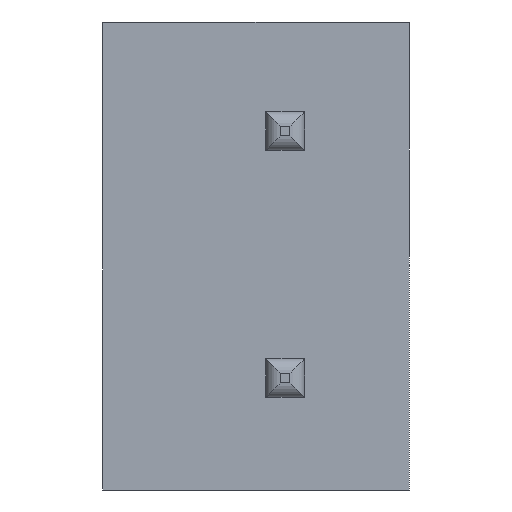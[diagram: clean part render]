
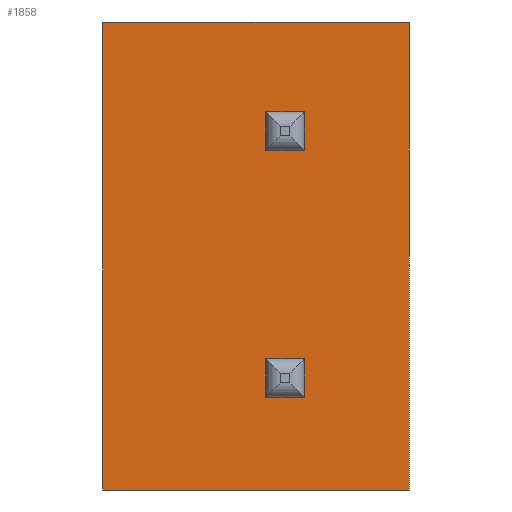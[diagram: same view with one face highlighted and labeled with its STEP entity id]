
A CAD part, front view. The second image highlights one B-rep face of the part: STEP entity #1858.
In plain terms, the highlighted planar face has unit normal (0, -1, 0).
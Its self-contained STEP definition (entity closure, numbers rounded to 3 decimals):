
#54=FACE_BOUND('',#310,.T.);
#55=FACE_BOUND('',#311,.T.);
#94=PLANE('',#2001);
#193=FACE_OUTER_BOUND('',#309,.T.);
#309=EDGE_LOOP('',(#1508,#1509,#1510,#1511));
#310=EDGE_LOOP('',(#1512,#1513,#1514,#1515));
#311=EDGE_LOOP('',(#1516,#1517,#1518,#1519));
#432=LINE('',#2689,#648);
#447=LINE('',#2719,#663);
#452=LINE('',#2729,#668);
#457=LINE('',#2738,#673);
#458=LINE('',#2740,#674);
#479=LINE('',#2783,#695);
#484=LINE('',#2793,#700);
#489=LINE('',#2802,#705);
#490=LINE('',#2804,#706);
#501=LINE('',#2828,#717);
#503=LINE('',#2832,#719);
#505=LINE('',#2835,#721);
#648=VECTOR('',#2160,10.);
#663=VECTOR('',#2183,10.);
#668=VECTOR('',#2192,10.);
#673=VECTOR('',#2201,10.);
#674=VECTOR('',#2204,10.);
#695=VECTOR('',#2237,10.);
#700=VECTOR('',#2246,10.);
#705=VECTOR('',#2255,10.);
#706=VECTOR('',#2258,10.);
#717=VECTOR('',#2289,10.);
#719=VECTOR('',#2293,10.);
#721=VECTOR('',#2297,10.);
#883=VERTEX_POINT('',#2686);
#884=VERTEX_POINT('',#2688);
#894=VERTEX_POINT('',#2716);
#895=VERTEX_POINT('',#2718);
#898=VERTEX_POINT('',#2728);
#900=VERTEX_POINT('',#2736);
#915=VERTEX_POINT('',#2780);
#916=VERTEX_POINT('',#2782);
#919=VERTEX_POINT('',#2792);
#921=VERTEX_POINT('',#2800);
#924=VERTEX_POINT('',#2827);
#925=VERTEX_POINT('',#2831);
#1064=EDGE_CURVE('',#884,#883,#432,.T.);
#1079=EDGE_CURVE('',#894,#895,#447,.T.);
#1084=EDGE_CURVE('',#895,#898,#452,.T.);
#1089=EDGE_CURVE('',#900,#894,#457,.T.);
#1090=EDGE_CURVE('',#898,#900,#458,.T.);
#1111=EDGE_CURVE('',#915,#916,#479,.T.);
#1116=EDGE_CURVE('',#916,#919,#484,.T.);
#1121=EDGE_CURVE('',#921,#915,#489,.T.);
#1122=EDGE_CURVE('',#919,#921,#490,.T.);
#1133=EDGE_CURVE('',#924,#884,#501,.T.);
#1135=EDGE_CURVE('',#883,#925,#503,.T.);
#1137=EDGE_CURVE('',#925,#924,#505,.T.);
#1508=ORIENTED_EDGE('',*,*,#1137,.T.);
#1509=ORIENTED_EDGE('',*,*,#1133,.T.);
#1510=ORIENTED_EDGE('',*,*,#1064,.T.);
#1511=ORIENTED_EDGE('',*,*,#1135,.T.);
#1512=ORIENTED_EDGE('',*,*,#1121,.F.);
#1513=ORIENTED_EDGE('',*,*,#1122,.F.);
#1514=ORIENTED_EDGE('',*,*,#1116,.F.);
#1515=ORIENTED_EDGE('',*,*,#1111,.F.);
#1516=ORIENTED_EDGE('',*,*,#1089,.F.);
#1517=ORIENTED_EDGE('',*,*,#1090,.F.);
#1518=ORIENTED_EDGE('',*,*,#1084,.F.);
#1519=ORIENTED_EDGE('',*,*,#1079,.F.);
#1858=ADVANCED_FACE('',(#193,#54,#55),#94,.F.);
#2001=AXIS2_PLACEMENT_3D('',#2837,#2300,#2301);
#2160=DIRECTION('',(1.,0.,0.));
#2183=DIRECTION('',(0.,0.,-1.));
#2192=DIRECTION('',(1.,0.,0.));
#2201=DIRECTION('',(-1.,0.,0.));
#2204=DIRECTION('',(0.,0.,1.));
#2237=DIRECTION('',(0.,0.,-1.));
#2246=DIRECTION('',(1.,0.,0.));
#2255=DIRECTION('',(-1.,0.,0.));
#2258=DIRECTION('',(0.,0.,1.));
#2289=DIRECTION('',(0.,0.,-1.));
#2293=DIRECTION('',(0.,0.,1.));
#2297=DIRECTION('',(-1.,0.,0.));
#2300=DIRECTION('center_axis',(0.,1.,0.));
#2301=DIRECTION('ref_axis',(1.,0.,0.));
#2686=CARTESIAN_POINT('',(2.176,0.,-4.866));
#2688=CARTESIAN_POINT('',(-4.122,0.,-4.866));
#2689=CARTESIAN_POINT('',(-4.122,0.,-4.866));
#2716=CARTESIAN_POINT('',(-0.774,0.,-2.164));
#2718=CARTESIAN_POINT('',(-0.774,0.,-2.964));
#2719=CARTESIAN_POINT('',(-0.774,0.,-2.164));
#2728=CARTESIAN_POINT('',(0.026,0.,-2.964));
#2729=CARTESIAN_POINT('',(-0.774,0.,-2.964));
#2736=CARTESIAN_POINT('',(0.026,0.,-2.164));
#2738=CARTESIAN_POINT('',(0.026,0.,-2.164));
#2740=CARTESIAN_POINT('',(0.026,0.,-2.964));
#2780=CARTESIAN_POINT('',(-0.774,0.,2.916));
#2782=CARTESIAN_POINT('',(-0.774,0.,2.116));
#2783=CARTESIAN_POINT('',(-0.774,0.,2.916));
#2792=CARTESIAN_POINT('',(0.026,0.,2.116));
#2793=CARTESIAN_POINT('',(-0.774,0.,2.116));
#2800=CARTESIAN_POINT('',(0.026,0.,2.916));
#2802=CARTESIAN_POINT('',(0.026,0.,2.916));
#2804=CARTESIAN_POINT('',(0.026,0.,2.116));
#2827=CARTESIAN_POINT('',(-4.122,0.,4.759));
#2828=CARTESIAN_POINT('',(-4.122,0.,4.759));
#2831=CARTESIAN_POINT('',(2.176,0.,4.759));
#2832=CARTESIAN_POINT('',(2.176,0.,-4.866));
#2835=CARTESIAN_POINT('',(2.176,0.,4.759));
#2837=CARTESIAN_POINT('Origin',(-0.973,0.,-0.054));
